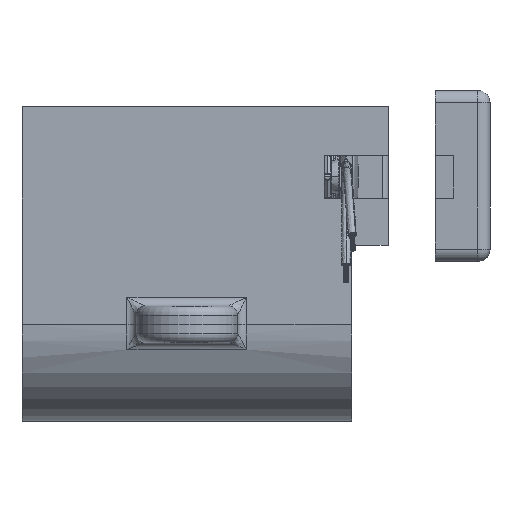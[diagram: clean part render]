
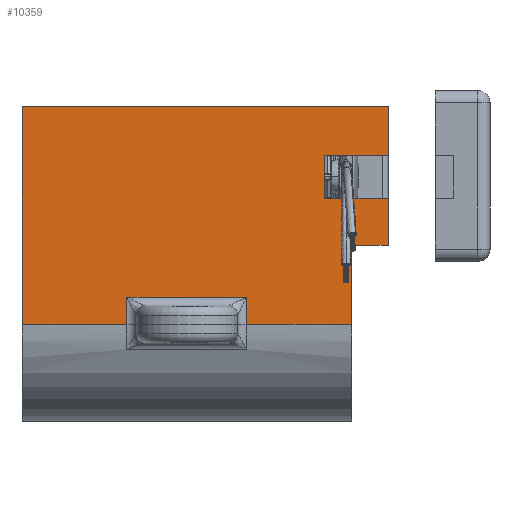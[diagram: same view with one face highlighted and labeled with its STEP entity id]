
A CAD part, left-side view. The second image highlights one B-rep face of the part: STEP entity #10359.
In plain terms, the highlighted planar face has unit normal (-1, 0, 0).
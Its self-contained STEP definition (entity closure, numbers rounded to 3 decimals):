
#808=PLANE('',#11252);
#1398=FACE_OUTER_BOUND('',#2057,.T.);
#2057=EDGE_LOOP('',(#9229,#9230,#9231,#9232,#9233,#9234,#9235,#9236,#9237,
#9238,#9239,#9240,#9241,#9242));
#2832=LINE('',#20823,#3667);
#2838=LINE('',#20836,#3673);
#2839=LINE('',#20840,#3674);
#2845=LINE('',#20853,#3680);
#2856=LINE('',#20886,#3691);
#2860=LINE('',#20898,#3695);
#2871=LINE('',#20919,#3706);
#2872=LINE('',#20921,#3707);
#2873=LINE('',#20922,#3708);
#2874=LINE('',#20924,#3709);
#2875=LINE('',#20926,#3710);
#2876=LINE('',#20928,#3711);
#2877=LINE('',#20930,#3712);
#2878=LINE('',#20931,#3713);
#3667=VECTOR('',#13631,10.);
#3673=VECTOR('',#13645,10.);
#3674=VECTOR('',#13648,10.);
#3680=VECTOR('',#13658,10.);
#3691=VECTOR('',#13691,10.);
#3695=VECTOR('',#13703,10.);
#3706=VECTOR('',#13726,10.);
#3707=VECTOR('',#13727,10.);
#3708=VECTOR('',#13728,10.);
#3709=VECTOR('',#13729,10.);
#3710=VECTOR('',#13730,10.);
#3711=VECTOR('',#13731,10.);
#3712=VECTOR('',#13732,10.);
#3713=VECTOR('',#13733,10.);
#4942=VERTEX_POINT('',#20820);
#4943=VERTEX_POINT('',#20822);
#4946=VERTEX_POINT('',#20834);
#4947=VERTEX_POINT('',#20838);
#4948=VERTEX_POINT('',#20839);
#4953=VERTEX_POINT('',#20851);
#4964=VERTEX_POINT('',#20885);
#4967=VERTEX_POINT('',#20896);
#4968=VERTEX_POINT('',#20897);
#4973=VERTEX_POINT('',#20920);
#4974=VERTEX_POINT('',#20923);
#4975=VERTEX_POINT('',#20925);
#4976=VERTEX_POINT('',#20927);
#4977=VERTEX_POINT('',#20929);
#6357=EDGE_CURVE('',#4942,#4943,#2832,.T.);
#6364=EDGE_CURVE('',#4946,#4942,#2838,.T.);
#6365=EDGE_CURVE('',#4947,#4948,#2839,.T.);
#6372=EDGE_CURVE('',#4947,#4953,#2845,.T.);
#6388=EDGE_CURVE('',#4948,#4964,#2856,.T.);
#6394=EDGE_CURVE('',#4967,#4968,#2860,.T.);
#6405=EDGE_CURVE('',#4946,#4964,#2871,.T.);
#6406=EDGE_CURVE('',#4953,#4973,#2872,.T.);
#6407=EDGE_CURVE('',#4967,#4973,#2873,.T.);
#6408=EDGE_CURVE('',#4968,#4974,#2874,.T.);
#6409=EDGE_CURVE('',#4975,#4974,#2875,.T.);
#6410=EDGE_CURVE('',#4976,#4975,#2876,.T.);
#6411=EDGE_CURVE('',#4977,#4976,#2877,.T.);
#6412=EDGE_CURVE('',#4977,#4943,#2878,.T.);
#9229=ORIENTED_EDGE('',*,*,#6364,.F.);
#9230=ORIENTED_EDGE('',*,*,#6405,.T.);
#9231=ORIENTED_EDGE('',*,*,#6388,.F.);
#9232=ORIENTED_EDGE('',*,*,#6365,.F.);
#9233=ORIENTED_EDGE('',*,*,#6372,.T.);
#9234=ORIENTED_EDGE('',*,*,#6406,.T.);
#9235=ORIENTED_EDGE('',*,*,#6407,.F.);
#9236=ORIENTED_EDGE('',*,*,#6394,.T.);
#9237=ORIENTED_EDGE('',*,*,#6408,.T.);
#9238=ORIENTED_EDGE('',*,*,#6409,.F.);
#9239=ORIENTED_EDGE('',*,*,#6410,.F.);
#9240=ORIENTED_EDGE('',*,*,#6411,.F.);
#9241=ORIENTED_EDGE('',*,*,#6412,.T.);
#9242=ORIENTED_EDGE('',*,*,#6357,.F.);
#10359=ADVANCED_FACE('',(#1398),#808,.T.);
#11252=AXIS2_PLACEMENT_3D('',#20918,#13724,#13725);
#13631=DIRECTION('',(0.,0.,-1.));
#13645=DIRECTION('',(0.,1.,0.));
#13648=DIRECTION('',(0.,0.,-1.));
#13658=DIRECTION('',(0.,-1.,0.));
#13691=DIRECTION('',(0.,-1.,0.));
#13703=DIRECTION('',(0.,0.,-1.));
#13724=DIRECTION('center_axis',(-1.,0.,0.));
#13725=DIRECTION('ref_axis',(0.,0.,-1.));
#13726=DIRECTION('',(0.,0.,1.));
#13727=DIRECTION('',(0.,0.,1.));
#13728=DIRECTION('',(0.,-1.,0.));
#13729=DIRECTION('',(0.,-1.,0.));
#13730=DIRECTION('',(0.,0.,-1.));
#13731=DIRECTION('',(0.,1.,0.));
#13732=DIRECTION('',(0.,0.,1.));
#13733=DIRECTION('',(0.,-1.,0.));
#20820=CARTESIAN_POINT('',(-15.902,-94.102,25.902));
#20822=CARTESIAN_POINT('',(-15.902,-94.102,12.902));
#20823=CARTESIAN_POINT('',(-15.902,-94.102,31.127));
#20834=CARTESIAN_POINT('',(-15.902,-100.102,25.902));
#20836=CARTESIAN_POINT('',(-15.902,-56.602,25.902));
#20838=CARTESIAN_POINT('',(-15.902,-89.602,40.602));
#20839=CARTESIAN_POINT('',(-15.902,-89.602,33.602));
#20840=CARTESIAN_POINT('',(-15.902,-89.602,38.977));
#20851=CARTESIAN_POINT('',(-15.902,-100.102,40.602));
#20853=CARTESIAN_POINT('',(-15.902,-64.102,40.602));
#20885=CARTESIAN_POINT('',(-15.902,-100.102,33.602));
#20886=CARTESIAN_POINT('',(-15.902,-94.102,33.602));
#20896=CARTESIAN_POINT('',(-15.902,-40.102,48.602));
#20897=CARTESIAN_POINT('',(-15.902,-40.102,12.902));
#20898=CARTESIAN_POINT('',(-15.902,-40.102,39.977));
#20918=CARTESIAN_POINT('Origin',(-15.902,-43.102,42.852));
#20919=CARTESIAN_POINT('',(-15.902,-100.102,36.802));
#20920=CARTESIAN_POINT('',(-15.902,-100.102,48.602));
#20921=CARTESIAN_POINT('',(-15.902,-100.102,36.802));
#20922=CARTESIAN_POINT('',(-15.902,-57.352,48.602));
#20923=CARTESIAN_POINT('',(-15.902,-57.3,12.902));
#20924=CARTESIAN_POINT('',(-15.902,-65.852,12.902));
#20925=CARTESIAN_POINT('',(-15.902,-57.3,17.402));
#20926=CARTESIAN_POINT('',(-15.902,-57.3,27.877));
#20927=CARTESIAN_POINT('',(-15.902,-76.904,17.402));
#20928=CARTESIAN_POINT('',(-15.902,-56.352,17.402));
#20929=CARTESIAN_POINT('',(-15.902,-76.904,12.902));
#20930=CARTESIAN_POINT('',(-15.902,-76.904,27.877));
#20931=CARTESIAN_POINT('',(-15.902,-65.852,12.902));
